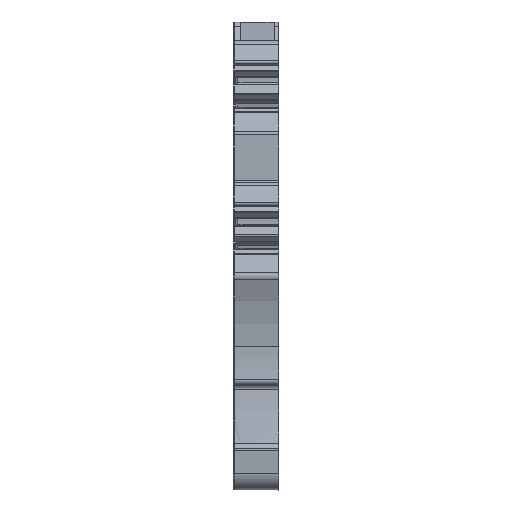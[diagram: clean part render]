
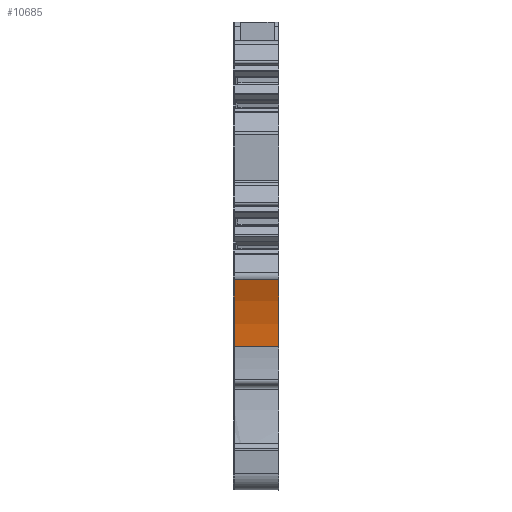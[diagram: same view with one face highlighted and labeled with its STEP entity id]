
A CAD part, front view. The second image highlights one B-rep face of the part: STEP entity #10685.
In plain terms, the highlighted cylindrical face has radius 20 mm (diameter 40 mm), a partial arc.
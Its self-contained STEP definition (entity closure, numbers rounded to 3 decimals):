
#1370=AXIS2_PLACEMENT_3D('Circle Axis2P3D',#1368,#1369,$) ;
#10646=AXIS2_PLACEMENT_3D('Cylinder Axis2P3D',#10643,#10644,#10645) ;
#10669=AXIS2_PLACEMENT_3D('Circle Axis2P3D',#10667,#10668,$) ;
#1365=CARTESIAN_POINT('Vertex',(5.101,0.086,23.838)) ;
#1368=CARTESIAN_POINT('Axis2P3D Location',(5.101,-18.111,15.54)) ;
#1372=CARTESIAN_POINT('Vertex',(5.101,1.878,16.2)) ;
#10643=CARTESIAN_POINT('Axis2P3D Location',(0.001,-18.111,15.54)) ;
#10652=CARTESIAN_POINT('Vertex',(0.1,1.878,16.2)) ;
#10655=CARTESIAN_POINT('Line Origine',(0.001,1.878,16.2)) ;
#10667=CARTESIAN_POINT('Axis2P3D Location',(0.101,-18.111,15.54)) ;
#10671=CARTESIAN_POINT('Vertex',(0.101,0.086,23.838)) ;
#10674=CARTESIAN_POINT('Line Origine',(0.001,0.086,23.838)) ;
#1369=DIRECTION('Axis2P3D Direction',(1.,0.,0.)) ;
#10644=DIRECTION('Axis2P3D Direction',(1.,0.,0.)) ;
#10645=DIRECTION('Axis2P3D XDirection',(0.,0.988,-0.153)) ;
#10656=DIRECTION('Vector Direction',(1.,0.,0.)) ;
#10668=DIRECTION('Axis2P3D Direction',(1.,0.,0.)) ;
#10675=DIRECTION('Vector Direction',(1.,0.,0.)) ;
#10657=VECTOR('Line Direction',#10656,1.) ;
#10676=VECTOR('Line Direction',#10675,1.) ;
#10680=ORIENTED_EDGE('',*,*,#10673,.F.) ;
#10681=ORIENTED_EDGE('',*,*,#10659,.T.) ;
#10682=ORIENTED_EDGE('',*,*,#1374,.T.) ;
#10683=ORIENTED_EDGE('',*,*,#10678,.F.) ;
#10685=ADVANCED_FACE('ZDK 2.5PE',(#10684),#10647,.F.) ;
#1371=CIRCLE('generated circle',#1370,20.) ;
#10670=CIRCLE('generated circle',#10669,20.) ;
#10647=CYLINDRICAL_SURFACE('generated cylinder',#10646,20.) ;
#1374=EDGE_CURVE('',#1373,#1366,#1371,.T.) ;
#10659=EDGE_CURVE('',#10653,#1373,#10658,.T.) ;
#10673=EDGE_CURVE('',#10653,#10672,#10670,.T.) ;
#10678=EDGE_CURVE('',#10672,#1366,#10677,.T.) ;
#10679=EDGE_LOOP('',(#10680,#10681,#10682,#10683)) ;
#10684=FACE_OUTER_BOUND('',#10679,.T.) ;
#10658=LINE('Line',#10655,#10657) ;
#10677=LINE('Line',#10674,#10676) ;
#1366=VERTEX_POINT('',#1365) ;
#1373=VERTEX_POINT('',#1372) ;
#10653=VERTEX_POINT('',#10652) ;
#10672=VERTEX_POINT('',#10671) ;
